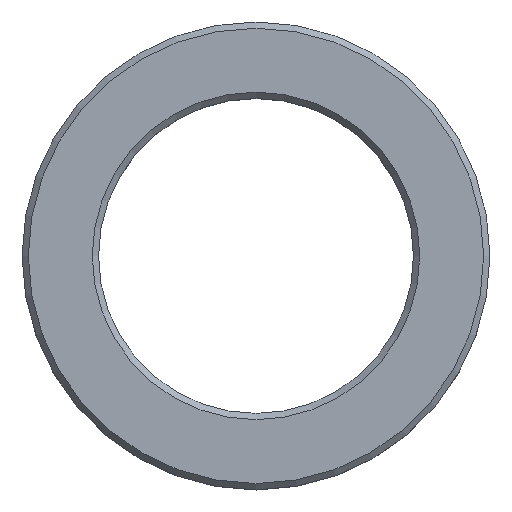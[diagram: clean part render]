
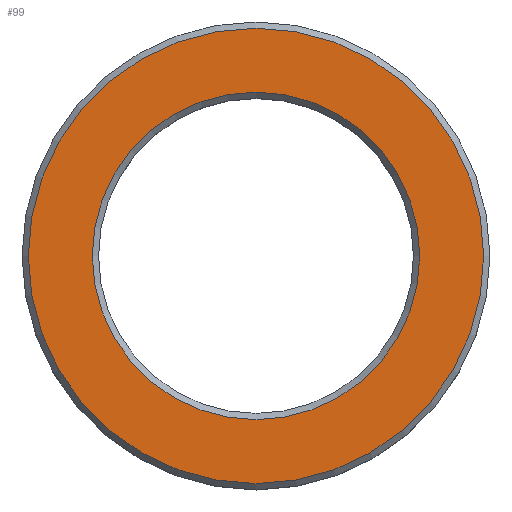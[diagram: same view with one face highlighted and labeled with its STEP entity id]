
A CAD part, top view. The second image highlights one B-rep face of the part: STEP entity #99.
In plain terms, the highlighted planar face has unit normal (0, 0, 1).
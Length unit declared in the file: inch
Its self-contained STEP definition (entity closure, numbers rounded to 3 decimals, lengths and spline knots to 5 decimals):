
#16=PLANE($,#117);
#23=FACE_BOUND($,#46,.T.);
#31=FACE_OUTER_BOUND($,#45,.T.);
#45=EDGE_LOOP($,(#85));
#46=EDGE_LOOP($,(#86));
#55=CIRCLE($,#116,0.2625);
#56=CIRCLE($,#118,0.365);
#63=VERTEX_POINT($,#173);
#64=VERTEX_POINT($,#176);
#71=EDGE_CURVE($,#63,#63,#55,.T.);
#72=EDGE_CURVE($,#64,#64,#56,.T.);
#85=ORIENTED_EDGE($,*,*,#72,.F.);
#86=ORIENTED_EDGE($,*,*,#71,.F.);
#99=ADVANCED_FACE($,(#31,#23),#16,.F.);
#116=AXIS2_PLACEMENT_3D($,#174,#146,#147);
#117=AXIS2_PLACEMENT_3D($,#175,#148,#149);
#118=AXIS2_PLACEMENT_3D($,#177,#150,#151);
#146=DIRECTION('center_axis',(0.,0.,1.));
#147=DIRECTION('ref_axis',(-1.,0.,0.));
#148=DIRECTION('center_axis',(0.,0.,-1.));
#149=DIRECTION('ref_axis',(-1.,0.,0.));
#150=DIRECTION('center_axis',(0.,0.,-1.));
#151=DIRECTION('ref_axis',(-1.,0.,0.));
#173=CARTESIAN_POINT('',(0.2625,0.,0.));
#174=CARTESIAN_POINT('Origin',(0.,0.,0.));
#175=CARTESIAN_POINT('Origin',(0.,0.,0.));
#176=CARTESIAN_POINT('',(0.365,0.,0.));
#177=CARTESIAN_POINT('Origin',(0.,0.,0.));
